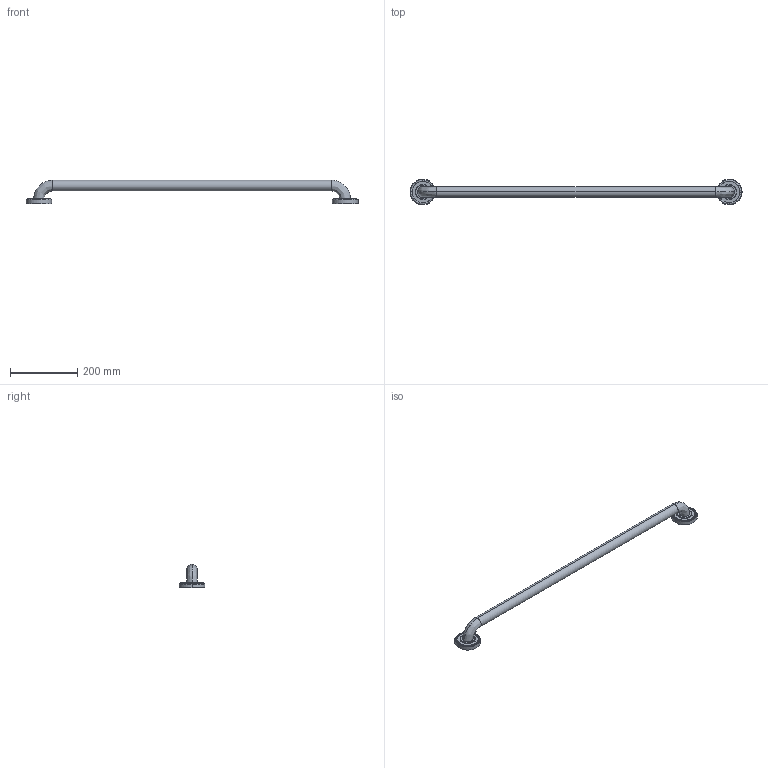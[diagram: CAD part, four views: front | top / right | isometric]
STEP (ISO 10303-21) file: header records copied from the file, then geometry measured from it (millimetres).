
FILE_DESCRIPTION((''),'2;1');
FILE_NAME('1565_WEB','2010-11-26T',('project'),(''),'PRO/ENGINEER BY PARAMETRIC TECHNOLOGY CORPORATION, 2009300','PRO/ENGINEER BY PARAMETRIC TECHNOLOGY CORPORATION, 2009300','');
FILE_SCHEMA(('CONFIG_CONTROL_DESIGN'));
Length unit declared in the file: inch
Products named in the file (1): 1565_WEB
Bounding box: 990.6 x 76.2 x 69.6 mm (x, y, z)
Volume: 115591.5 mm3; surface area: 240757 mm2
Topology: 3 solids, 13 shells, 702 faces, 1910 edges, 1236 vertices
Faces by surface type: bspline 204, cylinder 186, plane 156, extrusion 94, cone 30, torus 28, sphere 4
Entity records: 38085 total; most frequent: CARTESIAN_POINT 22779, ORIENTED_EDGE 3788, DIRECTION 2080, EDGE_CURVE 1906, VERTEX_POINT 1236, B_SPLINE_CURVE_WITH_KNOTS 1112, EDGE_LOOP 760, FACE_OUTER_BOUND 706
